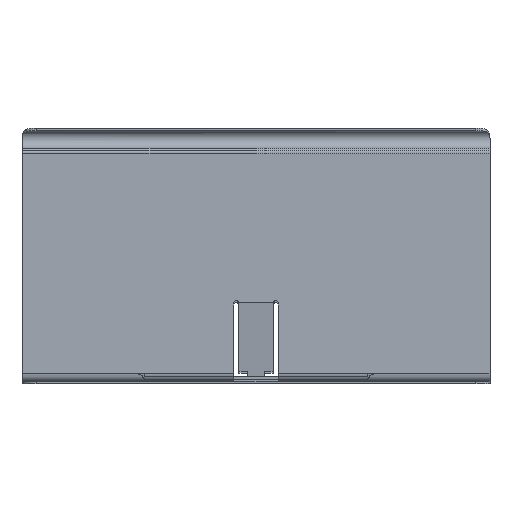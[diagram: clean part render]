
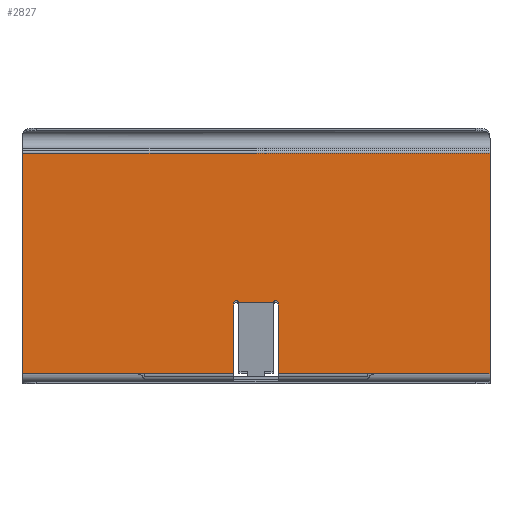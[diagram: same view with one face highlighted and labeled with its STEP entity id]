
A CAD part, top view. The second image highlights one B-rep face of the part: STEP entity #2827.
In plain terms, the highlighted face is planar.
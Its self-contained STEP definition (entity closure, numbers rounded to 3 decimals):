
#1814=DIRECTION('',(0.,0.,-1.));
#1815=VECTOR('',#1814,90.5);
#1816=CARTESIAN_POINT('',(0.,3.25,-9.5));
#1817=LINE('',#1816,#1815);
#1844=DIRECTION('',(0.,0.,1.));
#1845=VECTOR('',#1844,0.068);
#1846=CARTESIAN_POINT('',(0.,33.95,-7.568));
#1847=LINE('',#1846,#1845);
#1848=CARTESIAN_POINT('',(0.,33.587,-8.5));
#1849=DIRECTION('',(1.,0.,0.));
#1850=DIRECTION('',(0.,1.,0.));
#1851=AXIS2_PLACEMENT_3D('',#1848,#1849,#1850);
#1853=CARTESIAN_POINT('',(0.,33.587,-8.5));
#1854=DIRECTION('',(1.,0.,0.));
#1855=DIRECTION('',(0.,0.,-1.));
#1856=AXIS2_PLACEMENT_3D('',#1853,#1854,#1855);
#1858=DIRECTION('',(0.,-1.,0.));
#1859=VECTOR('',#1858,94.3);
#1860=CARTESIAN_POINT('',(0.,97.55,-100.));
#1861=LINE('',#1860,#1859);
#1862=CARTESIAN_POINT('',(0.,33.587,8.5));
#1863=DIRECTION('',(1.,0.,0.));
#1864=DIRECTION('',(0.,1.,0.));
#1865=AXIS2_PLACEMENT_3D('',#1862,#1863,#1864);
#1867=CARTESIAN_POINT('',(0.,33.587,8.5));
#1868=DIRECTION('',(1.,0.,0.));
#1869=DIRECTION('',(0.,0.363,-0.932));
#1870=AXIS2_PLACEMENT_3D('',#1867,#1868,#1869);
#1872=DIRECTION('',(0.,0.,1.));
#1873=VECTOR('',#1872,0.068);
#1874=CARTESIAN_POINT('',(0.,33.95,7.5));
#1875=LINE('',#1874,#1873);
#1876=DIRECTION('',(0.,0.,1.));
#1877=VECTOR('',#1876,15.);
#1878=CARTESIAN_POINT('',(0.,33.95,-7.5));
#1879=LINE('',#1878,#1877);
#2065=DIRECTION('',(0.,1.,0.));
#2066=VECTOR('',#2065,30.337);
#2067=CARTESIAN_POINT('',(0.,3.25,9.5));
#2068=LINE('',#2067,#2066);
#2087=DIRECTION('',(0.,0.,-1.));
#2088=VECTOR('',#2087,90.5);
#2089=CARTESIAN_POINT('',(0.,3.25,100.));
#2090=LINE('',#2089,#2088);
#2109=DIRECTION('',(0.,-1.,0.));
#2110=VECTOR('',#2109,94.3);
#2111=CARTESIAN_POINT('',(0.,97.55,100.));
#2112=LINE('',#2111,#2110);
#2135=DIRECTION('',(0.,0.,1.));
#2136=VECTOR('',#2135,200.);
#2137=CARTESIAN_POINT('',(0.,97.55,-100.));
#2138=LINE('',#2137,#2136);
#2365=DIRECTION('',(0.,-1.,0.));
#2366=VECTOR('',#2365,30.337);
#2367=CARTESIAN_POINT('',(0.,33.587,-9.5));
#2368=LINE('',#2367,#2366);
#2475=CARTESIAN_POINT('',(0.,33.95,-7.568));
#2477=VERTEX_POINT('',#2475);
#2482=CARTESIAN_POINT('',(0.,34.587,-8.5));
#2483=VERTEX_POINT('',#2482);
#2520=CARTESIAN_POINT('',(0.,33.587,-9.5));
#2521=CARTESIAN_POINT('',(0.,3.25,-9.5));
#2522=VERTEX_POINT('',#2520);
#2523=VERTEX_POINT('',#2521);
#2524=CARTESIAN_POINT('',(0.,97.55,-100.));
#2525=CARTESIAN_POINT('',(0.,97.55,100.));
#2526=VERTEX_POINT('',#2524);
#2527=VERTEX_POINT('',#2525);
#2528=CARTESIAN_POINT('',(0.,3.25,9.5));
#2529=VERTEX_POINT('',#2528);
#2554=CARTESIAN_POINT('',(0.,3.25,100.));
#2555=VERTEX_POINT('',#2554);
#2571=CARTESIAN_POINT('',(0.,33.95,7.568));
#2572=CARTESIAN_POINT('',(0.,34.587,8.5));
#2573=VERTEX_POINT('',#2571);
#2574=VERTEX_POINT('',#2572);
#2575=CARTESIAN_POINT('',(0.,3.25,-100.));
#2576=VERTEX_POINT('',#2575);
#2582=CARTESIAN_POINT('',(0.,33.95,7.5));
#2584=VERTEX_POINT('',#2582);
#2589=CARTESIAN_POINT('',(0.,33.95,-7.5));
#2590=VERTEX_POINT('',#2589);
#2597=CARTESIAN_POINT('',(0.,33.587,9.5));
#2598=VERTEX_POINT('',#2597);
#2794=CARTESIAN_POINT('',(0.,3.25,100.));
#2795=DIRECTION('',(-1.,0.,0.));
#2796=DIRECTION('',(0.,0.,1.));
#2797=AXIS2_PLACEMENT_3D('',#2794,#2795,#2796);
#2798=PLANE('',#2797);
#2800=ORIENTED_EDGE('',*,*,#2799,.F.);
#2802=ORIENTED_EDGE('',*,*,#2801,.F.);
#2804=ORIENTED_EDGE('',*,*,#2803,.F.);
#2806=ORIENTED_EDGE('',*,*,#2805,.F.);
#2808=ORIENTED_EDGE('',*,*,#2807,.T.);
#2809=ORIENTED_EDGE('',*,*,#2757,.T.);
#2810=ORIENTED_EDGE('',*,*,#2784,.F.);
#2812=ORIENTED_EDGE('',*,*,#2811,.T.);
#2814=ORIENTED_EDGE('',*,*,#2813,.T.);
#2816=ORIENTED_EDGE('',*,*,#2815,.T.);
#2818=ORIENTED_EDGE('',*,*,#2817,.T.);
#2820=ORIENTED_EDGE('',*,*,#2819,.F.);
#2822=ORIENTED_EDGE('',*,*,#2821,.F.);
#2824=ORIENTED_EDGE('',*,*,#2823,.F.);
#2825=EDGE_LOOP('',(#2800,#2802,#2804,#2806,#2808,#2809,#2810,#2812,#2814,#2816,
#2818,#2820,#2822,#2824));
#2826=FACE_OUTER_BOUND('',#2825,.F.);
#2827=ADVANCED_FACE('',(#2826),#2798,.T.);
#1852=CIRCLE('',#1851,1.);
#1857=CIRCLE('',#1856,1.);
#1866=CIRCLE('',#1865,1.);
#1871=CIRCLE('',#1870,1.);
#2757=EDGE_CURVE('',#2523,#2576,#1817,.T.);
#2784=EDGE_CURVE('',#2526,#2576,#1861,.T.);
#2799=EDGE_CURVE('',#2590,#2584,#1879,.T.);
#2801=EDGE_CURVE('',#2477,#2590,#1847,.T.);
#2803=EDGE_CURVE('',#2483,#2477,#1852,.T.);
#2805=EDGE_CURVE('',#2522,#2483,#1857,.T.);
#2807=EDGE_CURVE('',#2522,#2523,#2368,.T.);
#2811=EDGE_CURVE('',#2526,#2527,#2138,.T.);
#2813=EDGE_CURVE('',#2527,#2555,#2112,.T.);
#2815=EDGE_CURVE('',#2555,#2529,#2090,.T.);
#2817=EDGE_CURVE('',#2529,#2598,#2068,.T.);
#2819=EDGE_CURVE('',#2574,#2598,#1866,.T.);
#2821=EDGE_CURVE('',#2573,#2574,#1871,.T.);
#2823=EDGE_CURVE('',#2584,#2573,#1875,.T.);
